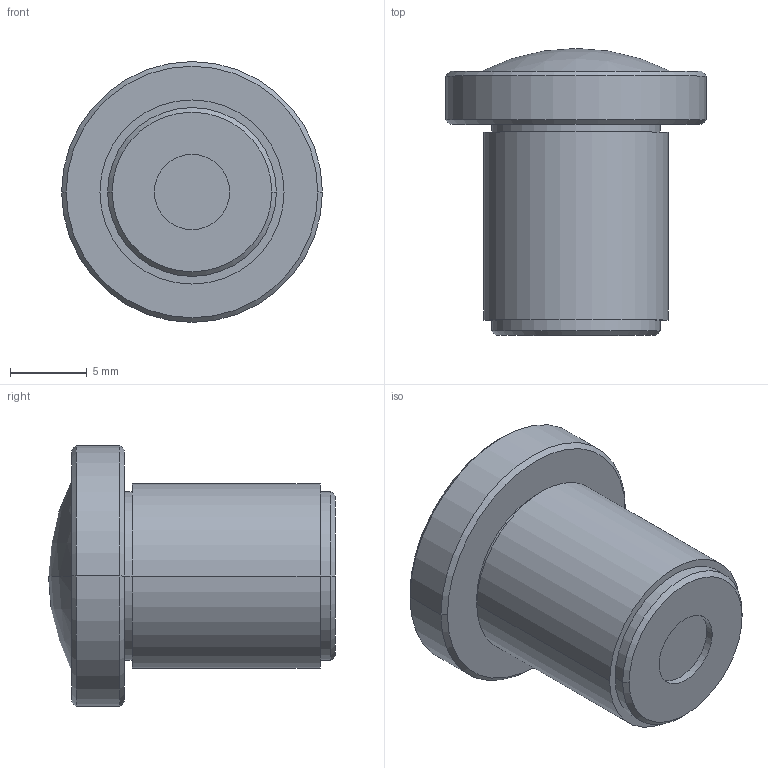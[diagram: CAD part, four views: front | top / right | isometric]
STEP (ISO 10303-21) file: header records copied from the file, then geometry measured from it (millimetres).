
FILE_DESCRIPTION (( 'STEP AP214' ), '1' );
FILE_NAME ('L064-2.1-M12.STEP', '', ( '' ), ( '' ), '', ', '' );
FILE_SCHEMA (( 'AUTOMOTIVE_DESIGN' ));
Length unit declared in the file: millimetre
Products named in the file (1): L064-2.1-M12
Bounding box: 17 x 18.7 x 17 mm (x, y, z)
Volume: 2387.4 mm3; surface area: 1177.6 mm2
Topology: 1 solids, 1 shells, 24 faces, 46 edges, 29 vertices
Faces by surface type: cylinder 10, cone 6, plane 6, sphere 2
Entity records: 654 total; most frequent: DIRECTION 126, CARTESIAN_POINT 100, ORIENTED_EDGE 92, AXIS2_PLACEMENT_3D 55, EDGE_CURVE 46, CIRCLE 30, VERTEX_POINT 29, EDGE_LOOP 29
